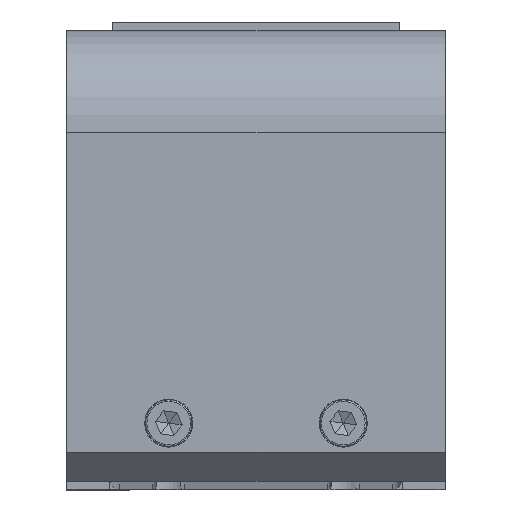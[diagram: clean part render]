
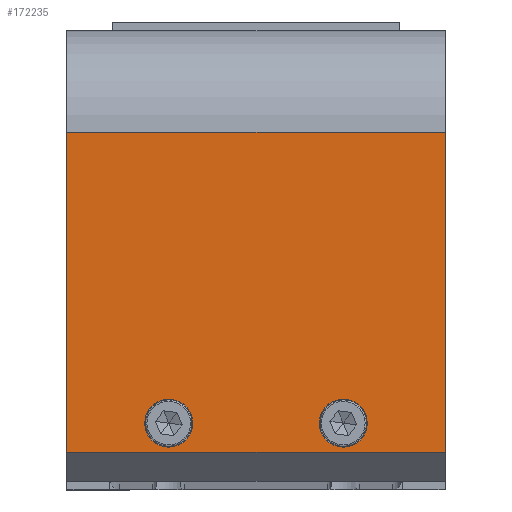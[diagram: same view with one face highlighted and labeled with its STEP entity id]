
A CAD part, top view. The second image highlights one B-rep face of the part: STEP entity #172235.
In plain terms, the highlighted planar face has unit normal (0, 0, 1).
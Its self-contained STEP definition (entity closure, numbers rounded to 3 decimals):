
#3329 = DIRECTION ( 'NONE',  ( 0., 0., -1. ) ) ;
#4255 = CARTESIAN_POINT ( 'NONE',  ( 208.467, 307.762, 762.525 ) ) ;
#10846 = VERTEX_POINT ( 'NONE', #74611 ) ;
#13595 = CARTESIAN_POINT ( 'NONE',  ( 113.467, 207.762, 762.525 ) ) ;
#14644 = VERTEX_POINT ( 'NONE', #4255 ) ;
#14918 = AXIS2_PLACEMENT_3D ( 'NONE', #72551, #90549, #148449 ) ;
#26883 = ORIENTED_EDGE ( 'NONE', *, *, #150815, .T. ) ;
#27622 = DIRECTION ( 'NONE',  ( 0., 0., 1. ) ) ;
#27663 = LINE ( 'NONE', #149513, #65684 ) ;
#29361 = EDGE_CURVE ( 'NONE', #10846, #185723, #188373, .T. ) ;
#29657 = DIRECTION ( 'NONE',  ( -1., 0., 0. ) ) ;
#38176 = EDGE_CURVE ( 'NONE', #76934, #98171, #75570, .T. ) ;
#42262 = DIRECTION ( 'NONE',  ( 0., 0., 1. ) ) ;
#43341 = CARTESIAN_POINT ( 'NONE',  ( 208.467, 197.762, 762.525 ) ) ;
#43914 = CARTESIAN_POINT ( 'NONE',  ( 121.717, 207.762, 762.525 ) ) ;
#51678 = VERTEX_POINT ( 'NONE', #120658 ) ;
#51682 = AXIS2_PLACEMENT_3D ( 'NONE', #181072, #3329, #170148 ) ;
#55165 = ORIENTED_EDGE ( 'NONE', *, *, #111329, .F. ) ;
#59560 = AXIS2_PLACEMENT_3D ( 'NONE', #115232, #42262, #103269 ) ;
#59974 = CIRCLE ( 'NONE', #171577, 8.25 ) ;
#62183 = ORIENTED_EDGE ( 'NONE', *, *, #89883, .F. ) ;
#64198 = EDGE_LOOP ( 'NONE', ( #151767, #62183, #144149, #26883 ) ) ;
#65684 = VECTOR ( 'NONE', #29657, 1000. ) ;
#66219 = CARTESIAN_POINT ( 'NONE',  ( 208.467, 197.762, 762.525 ) ) ;
#66397 = ORIENTED_EDGE ( 'NONE', *, *, #131686, .F. ) ;
#68418 = CIRCLE ( 'NONE', #93962, 8.25 ) ;
#68795 = DIRECTION ( 'NONE',  ( -1., 0., 0. ) ) ;
#70310 = DIRECTION ( 'NONE',  ( 0., 0., 1. ) ) ;
#72551 = CARTESIAN_POINT ( 'NONE',  ( 173.467, 207.762, 762.525 ) ) ;
#74012 = CARTESIAN_POINT ( 'NONE',  ( 173.467, 207.762, 762.525 ) ) ;
#74611 = CARTESIAN_POINT ( 'NONE',  ( 78.467, 307.762, 762.525 ) ) ;
#75570 = CIRCLE ( 'NONE', #14918, 8.25 ) ;
#76934 = VERTEX_POINT ( 'NONE', #122509 ) ;
#82313 = EDGE_CURVE ( 'NONE', #14644, #133493, #186961, .T. ) ;
#89883 = EDGE_CURVE ( 'NONE', #133493, #185723, #143685, .T. ) ;
#90549 = DIRECTION ( 'NONE',  ( 0., 0., 1. ) ) ;
#90983 = EDGE_LOOP ( 'NONE', ( #55165, #123065 ) ) ;
#92955 = CARTESIAN_POINT ( 'NONE',  ( 78.467, 197.762, 762.525 ) ) ;
#93962 = AXIS2_PLACEMENT_3D ( 'NONE', #13595, #27622, #167370 ) ;
#98171 = VERTEX_POINT ( 'NONE', #193869 ) ;
#98746 = ORIENTED_EDGE ( 'NONE', *, *, #142918, .F. ) ;
#103269 = DIRECTION ( 'NONE',  ( 1., 0., 0. ) ) ;
#108607 = VECTOR ( 'NONE', #127143, 1000. ) ;
#111329 = EDGE_CURVE ( 'NONE', #98171, #76934, #59974, .T. ) ;
#115232 = CARTESIAN_POINT ( 'NONE',  ( 113.467, 207.762, 762.525 ) ) ;
#118340 = PLANE ( 'NONE',  #51682 ) ;
#120658 = CARTESIAN_POINT ( 'NONE',  ( 105.217, 207.762, 762.525 ) ) ;
#122509 = CARTESIAN_POINT ( 'NONE',  ( 165.217, 207.762, 762.525 ) ) ;
#123065 = ORIENTED_EDGE ( 'NONE', *, *, #38176, .F. ) ;
#127143 = DIRECTION ( 'NONE',  ( 0., -1., 0. ) ) ;
#131686 = EDGE_CURVE ( 'NONE', #192375, #51678, #68418, .T. ) ;
#133285 = FACE_OUTER_BOUND ( 'NONE', #64198, .T. ) ;
#133493 = VERTEX_POINT ( 'NONE', #43341 ) ;
#142685 = CARTESIAN_POINT ( 'NONE',  ( 208.467, 197.762, 762.525 ) ) ;
#142918 = EDGE_CURVE ( 'NONE', #51678, #192375, #190292, .T. ) ;
#143685 = LINE ( 'NONE', #142685, #148832 ) ;
#144149 = ORIENTED_EDGE ( 'NONE', *, *, #82313, .F. ) ;
#148235 = FACE_BOUND ( 'NONE', #90983, .T. ) ;
#148449 = DIRECTION ( 'NONE',  ( 1., 0., 0. ) ) ;
#148832 = VECTOR ( 'NONE', #68795, 1000. ) ;
#149513 = CARTESIAN_POINT ( 'NONE',  ( 208.467, 307.762, 762.525 ) ) ;
#149572 = CARTESIAN_POINT ( 'NONE',  ( 78.467, 197.762, 762.525 ) ) ;
#150815 = EDGE_CURVE ( 'NONE', #14644, #10846, #27663, .T. ) ;
#151767 = ORIENTED_EDGE ( 'NONE', *, *, #29361, .T. ) ;
#167370 = DIRECTION ( 'NONE',  ( 1., 0., 0. ) ) ;
#167781 = DIRECTION ( 'NONE',  ( 1., 0., 0. ) ) ;
#170148 = DIRECTION ( 'NONE',  ( -1., 0., 0. ) ) ;
#171577 = AXIS2_PLACEMENT_3D ( 'NONE', #74012, #70310, #167781 ) ;
#172235 = ADVANCED_FACE ( 'NONE', ( #194069, #148235, #133285 ), #118340, .F. ) ;
#179040 = VECTOR ( 'NONE', #183669, 1000. ) ;
#181072 = CARTESIAN_POINT ( 'NONE',  ( 208.467, 197.762, 762.525 ) ) ;
#183669 = DIRECTION ( 'NONE',  ( 0., -1., 0. ) ) ;
#185723 = VERTEX_POINT ( 'NONE', #149572 ) ;
#186961 = LINE ( 'NONE', #66219, #108607 ) ;
#187884 = EDGE_LOOP ( 'NONE', ( #66397, #98746 ) ) ;
#188373 = LINE ( 'NONE', #92955, #179040 ) ;
#190292 = CIRCLE ( 'NONE', #59560, 8.25 ) ;
#192375 = VERTEX_POINT ( 'NONE', #43914 ) ;
#193869 = CARTESIAN_POINT ( 'NONE',  ( 181.717, 207.762, 762.525 ) ) ;
#194069 = FACE_BOUND ( 'NONE', #187884, .T. ) ;
